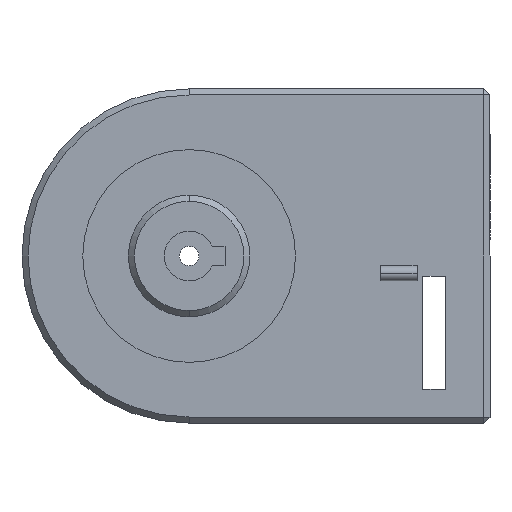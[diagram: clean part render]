
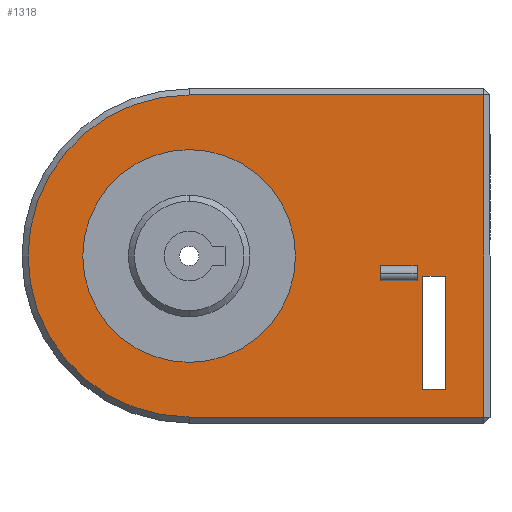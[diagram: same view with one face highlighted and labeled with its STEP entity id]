
A CAD part, front view. The second image highlights one B-rep face of the part: STEP entity #1318.
In plain terms, the highlighted planar face has unit normal (0, -1, 0).
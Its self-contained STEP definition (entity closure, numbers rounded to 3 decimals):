
#7 = CARTESIAN_POINT ( 'NONE',  ( 0., 23.4, 17.5 ) ) ;
#16 = CARTESIAN_POINT ( 'NONE',  ( 0., 23.4, -3.3 ) ) ;
#36 = LINE ( 'NONE', #63, #2828 ) ;
#53 = VECTOR ( 'NONE', #1140, 1000. ) ;
#63 = CARTESIAN_POINT ( 'NONE',  ( 37.5, 23.4, -1.59 ) ) ;
#92 = CARTESIAN_POINT ( 'NONE',  ( 31.5, 23.4, -1.59 ) ) ;
#114 = VECTOR ( 'NONE', #1041, 1000. ) ;
#156 = EDGE_CURVE ( 'NONE', #1637, #359, #416, .T. ) ;
#183 = ORIENTED_EDGE ( 'NONE', *, *, #2733, .T. ) ;
#221 = EDGE_LOOP ( 'NONE', ( #2385, #2064, #1596, #2671 ) ) ;
#234 = CARTESIAN_POINT ( 'NONE',  ( 49.5, 23.4, -26.5 ) ) ;
#240 = CARTESIAN_POINT ( 'NONE',  ( 37.5, 23.4, -4.09 ) ) ;
#264 = CARTESIAN_POINT ( 'NONE',  ( 37.5, 23.4, -1.59 ) ) ;
#265 = AXIS2_PLACEMENT_3D ( 'NONE', #2330, #582, #352 ) ;
#267 = LINE ( 'NONE', #2245, #53 ) ;
#269 = CARTESIAN_POINT ( 'NONE',  ( 38.45, 23.4, -3.3 ) ) ;
#273 = VERTEX_POINT ( 'NONE', #269 ) ;
#302 = ORIENTED_EDGE ( 'NONE', *, *, #870, .F. ) ;
#319 = FACE_BOUND ( 'NONE', #2621, .T. ) ;
#336 = LINE ( 'NONE', #92, #2768 ) ;
#352 = DIRECTION ( 'NONE',  ( 0., 0., 1. ) ) ;
#359 = VERTEX_POINT ( 'NONE', #240 ) ;
#384 = AXIS2_PLACEMENT_3D ( 'NONE', #1226, #1458, #2128 ) ;
#392 = EDGE_LOOP ( 'NONE', ( #183, #1869, #1162, #2438 ) ) ;
#416 = LINE ( 'NONE', #2831, #114 ) ;
#420 = VERTEX_POINT ( 'NONE', #2100 ) ;
#432 = DIRECTION ( 'NONE',  ( 1., 0., 0. ) ) ;
#527 = VERTEX_POINT ( 'NONE', #2782 ) ;
#560 = VECTOR ( 'NONE', #1286, 1000. ) ;
#582 = DIRECTION ( 'NONE',  ( 0., 1., 0. ) ) ;
#624 = CARTESIAN_POINT ( 'NONE',  ( 0., 23.4, 26.5 ) ) ;
#710 = DIRECTION ( 'NONE',  ( -1., 0., 0. ) ) ;
#721 = DIRECTION ( 'NONE',  ( 0., 0., 1. ) ) ;
#761 = DIRECTION ( 'NONE',  ( -1., 0., 0. ) ) ;
#764 = DIRECTION ( 'NONE',  ( 0., 0., -1. ) ) ;
#778 = EDGE_CURVE ( 'NONE', #1722, #2073, #1848, .T. ) ;
#790 = PLANE ( 'NONE',  #265 ) ;
#870 = EDGE_CURVE ( 'NONE', #1651, #1637, #336, .T. ) ;
#888 = CIRCLE ( 'NONE', #384, 26.5 ) ;
#902 = VERTEX_POINT ( 'NONE', #1194 ) ;
#915 = ORIENTED_EDGE ( 'NONE', *, *, #2627, .F. ) ;
#1011 = EDGE_CURVE ( 'NONE', #1757, #2033, #2402, .T. ) ;
#1039 = VECTOR ( 'NONE', #761, 1000. ) ;
#1041 = DIRECTION ( 'NONE',  ( 1., 0., 0. ) ) ;
#1043 = ORIENTED_EDGE ( 'NONE', *, *, #1011, .T. ) ;
#1132 = EDGE_CURVE ( 'NONE', #1559, #902, #1984, .T. ) ;
#1140 = DIRECTION ( 'NONE',  ( 0., 0., 1. ) ) ;
#1162 = ORIENTED_EDGE ( 'NONE', *, *, #2808, .T. ) ;
#1174 = VERTEX_POINT ( 'NONE', #264 ) ;
#1194 = CARTESIAN_POINT ( 'NONE',  ( 38.45, 23.4, -21.9 ) ) ;
#1211 = CARTESIAN_POINT ( 'NONE',  ( 48.5, 23.4, 27.5 ) ) ;
#1226 = CARTESIAN_POINT ( 'NONE',  ( 0., 23.4, 0. ) ) ;
#1237 = EDGE_LOOP ( 'NONE', ( #1043, #2166 ) ) ;
#1266 = DIRECTION ( 'NONE',  ( 0., 1., 0. ) ) ;
#1286 = DIRECTION ( 'NONE',  ( -1., 0., 0. ) ) ;
#1299 = EDGE_CURVE ( 'NONE', #1174, #1651, #1873, .T. ) ;
#1304 = DIRECTION ( 'NONE',  ( 1., 0., 0. ) ) ;
#1315 = DIRECTION ( 'NONE',  ( 0., 0., -1. ) ) ;
#1318 = ADVANCED_FACE ( 'NONE', ( #2296, #1675, #1445, #319 ), #790, .F. ) ;
#1331 = EDGE_CURVE ( 'NONE', #527, #420, #888, .T. ) ;
#1383 = CARTESIAN_POINT ( 'NONE',  ( 42.15, 23.4, -3.3 ) ) ;
#1445 = FACE_OUTER_BOUND ( 'NONE', #392, .T. ) ;
#1458 = DIRECTION ( 'NONE',  ( 0., -1., 0. ) ) ;
#1526 = VECTOR ( 'NONE', #1304, 1000. ) ;
#1559 = VERTEX_POINT ( 'NONE', #2192 ) ;
#1575 = CARTESIAN_POINT ( 'NONE',  ( 0., 23.4, -21.9 ) ) ;
#1577 = EDGE_CURVE ( 'NONE', #273, #1835, #1987, .T. ) ;
#1596 = ORIENTED_EDGE ( 'NONE', *, *, #1577, .T. ) ;
#1619 = DIRECTION ( 'NONE',  ( 0., 0., 1. ) ) ;
#1637 = VERTEX_POINT ( 'NONE', #2206 ) ;
#1651 = VERTEX_POINT ( 'NONE', #2055 ) ;
#1670 = VECTOR ( 'NONE', #432, 1000. ) ;
#1675 = FACE_BOUND ( 'NONE', #1237, .T. ) ;
#1679 = AXIS2_PLACEMENT_3D ( 'NONE', #2391, #2374, #1751 ) ;
#1722 = VERTEX_POINT ( 'NONE', #2682 ) ;
#1734 = CARTESIAN_POINT ( 'NONE',  ( 42.15, 23.4, 0. ) ) ;
#1751 = DIRECTION ( 'NONE',  ( 0., 0., 1. ) ) ;
#1755 = AXIS2_PLACEMENT_3D ( 'NONE', #2836, #1266, #2152 ) ;
#1757 = VERTEX_POINT ( 'NONE', #2462 ) ;
#1771 = EDGE_CURVE ( 'NONE', #902, #273, #267, .T. ) ;
#1819 = VECTOR ( 'NONE', #1315, 1000. ) ;
#1835 = VERTEX_POINT ( 'NONE', #1383 ) ;
#1848 = LINE ( 'NONE', #1211, #2252 ) ;
#1862 = CARTESIAN_POINT ( 'NONE',  ( 31.5, 23.4, -1.59 ) ) ;
#1869 = ORIENTED_EDGE ( 'NONE', *, *, #778, .T. ) ;
#1873 = LINE ( 'NONE', #1862, #1039 ) ;
#1984 = LINE ( 'NONE', #1575, #2280 ) ;
#1986 = EDGE_CURVE ( 'NONE', #2033, #1757, #1989, .T. ) ;
#1987 = LINE ( 'NONE', #16, #1670 ) ;
#1989 = CIRCLE ( 'NONE', #1755, 17.5 ) ;
#2005 = CARTESIAN_POINT ( 'NONE',  ( 48.5, 23.4, 26.5 ) ) ;
#2033 = VERTEX_POINT ( 'NONE', #7 ) ;
#2055 = CARTESIAN_POINT ( 'NONE',  ( 31.5, 23.4, -1.59 ) ) ;
#2064 = ORIENTED_EDGE ( 'NONE', *, *, #1771, .T. ) ;
#2073 = VERTEX_POINT ( 'NONE', #2005 ) ;
#2100 = CARTESIAN_POINT ( 'NONE',  ( 0., 23.4, -26.5 ) ) ;
#2128 = DIRECTION ( 'NONE',  ( 0., 0., 1. ) ) ;
#2152 = DIRECTION ( 'NONE',  ( 0., 0., 1. ) ) ;
#2166 = ORIENTED_EDGE ( 'NONE', *, *, #1986, .T. ) ;
#2192 = CARTESIAN_POINT ( 'NONE',  ( 42.15, 23.4, -21.9 ) ) ;
#2206 = CARTESIAN_POINT ( 'NONE',  ( 31.5, 23.4, -4.09 ) ) ;
#2225 = ORIENTED_EDGE ( 'NONE', *, *, #156, .F. ) ;
#2227 = LINE ( 'NONE', #234, #1526 ) ;
#2245 = CARTESIAN_POINT ( 'NONE',  ( 38.45, 23.4, 0. ) ) ;
#2252 = VECTOR ( 'NONE', #1619, 1000. ) ;
#2280 = VECTOR ( 'NONE', #710, 1000. ) ;
#2296 = FACE_BOUND ( 'NONE', #221, .T. ) ;
#2330 = CARTESIAN_POINT ( 'NONE',  ( 0., 23.4, 0. ) ) ;
#2374 = DIRECTION ( 'NONE',  ( 0., 1., 0. ) ) ;
#2381 = ORIENTED_EDGE ( 'NONE', *, *, #1299, .F. ) ;
#2385 = ORIENTED_EDGE ( 'NONE', *, *, #1132, .T. ) ;
#2391 = CARTESIAN_POINT ( 'NONE',  ( 0., 23.4, 0. ) ) ;
#2402 = CIRCLE ( 'NONE', #1679, 17.5 ) ;
#2438 = ORIENTED_EDGE ( 'NONE', *, *, #1331, .T. ) ;
#2462 = CARTESIAN_POINT ( 'NONE',  ( 0., 23.4, -17.5 ) ) ;
#2483 = EDGE_CURVE ( 'NONE', #1835, #1559, #2606, .T. ) ;
#2606 = LINE ( 'NONE', #1734, #1819 ) ;
#2621 = EDGE_LOOP ( 'NONE', ( #302, #2381, #915, #2225 ) ) ;
#2623 = LINE ( 'NONE', #624, #560 ) ;
#2627 = EDGE_CURVE ( 'NONE', #359, #1174, #36, .T. ) ;
#2671 = ORIENTED_EDGE ( 'NONE', *, *, #2483, .T. ) ;
#2682 = CARTESIAN_POINT ( 'NONE',  ( 48.5, 23.4, -26.5 ) ) ;
#2733 = EDGE_CURVE ( 'NONE', #420, #1722, #2227, .T. ) ;
#2768 = VECTOR ( 'NONE', #764, 1000. ) ;
#2782 = CARTESIAN_POINT ( 'NONE',  ( 0., 23.4, 26.5 ) ) ;
#2808 = EDGE_CURVE ( 'NONE', #2073, #527, #2623, .T. ) ;
#2828 = VECTOR ( 'NONE', #721, 1000. ) ;
#2831 = CARTESIAN_POINT ( 'NONE',  ( 31.5, 23.4, -4.09 ) ) ;
#2836 = CARTESIAN_POINT ( 'NONE',  ( 0., 23.4, 0. ) ) ;
